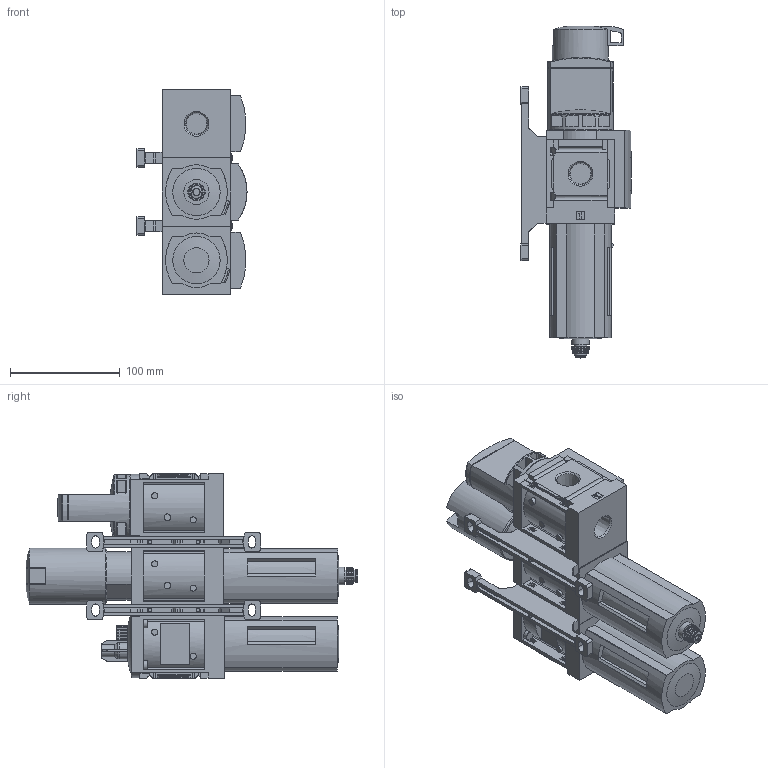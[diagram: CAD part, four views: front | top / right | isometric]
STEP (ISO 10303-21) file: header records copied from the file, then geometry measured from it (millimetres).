
FILE_DESCRIPTION(/* description */ ('STEP AP214'),/* implementation_level */ '2;1');
FILE_NAME(/* name */ '543582_MSB6N-1_2_C3J2M1-WP',/* time_stamp */ '2024-09-11T18:45:44+02:00',/* author */ ('License CC BY-ND 4.0'),/* organization */ ('CADENAS'),/* preprocessor_version */ 'ST-DEVELOPER v19.3',/* originating_system */ 'PARTsolutions',/* authorisation */ ' ');
FILE_SCHEMA (('AUTOMOTIVE_DESIGN {1 0 10303 214 3 1 1}'));
Length unit declared in the file: millimetre
Products named in the file (7): 543582 MSB6N-1/2:C3J2M1-WP; 541301 MS6N-EM1-1/21d; 527667 MS6N-LFR-1/2-D7-E-R-V-AS 1D; KOND MS6-1-3; 8134994 MS6-MV-B---(0_p); 532195 MS6-WP---(w); 527675 MS6N-LOE-1/2-R1D
Assembly tree (8 placements, depth 2):
  543582 MSB6N-1/2:C3J2M1-WP
    541301 MS6N-EM1-1/21d
    527667 MS6N-LFR-1/2-D7-E-R-V-AS 1D
    KOND MS6-1-3
    8134994 MS6-MV-B---(0_p)  x2
    532195 MS6-WP---(w)  x2
    527675 MS6N-LOE-1/2-R1D
Bounding box: 100.1 x 301.86 x 186 mm (x, y, z)
Volume: 1784145.7 mm3; surface area: 227382.1 mm2
Topology: 8 solids, 8 shells, 1215 faces, 3331 edges, 2193 vertices
Faces by surface type: plane 796, cylinder 317, cone 50, torus 47, sphere 5
Full cylindrical faces by diameter (mm): 3.242 x4, 3.4 x4, 4 x4, 4.6 x4, 5.5 x6, 6 x1, 7.6 x4, 7.8 x4, 11 x1, 11.4 x1, 11.6 x1, 11.8 x1, 15.8 x1, 51 x1, 60 x1
Entity records: 39876 total; most frequent: CARTESIAN_POINT 6472, ORIENTED_EDGE 5566, DIRECTION 5357, EDGE_CURVE 2783, LINE 1939, VECTOR 1939, VERTEX_POINT 1878, AXIS2_PLACEMENT_3D 1709
